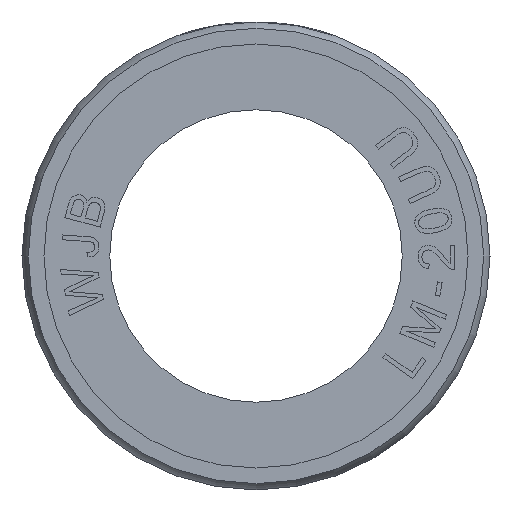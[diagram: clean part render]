
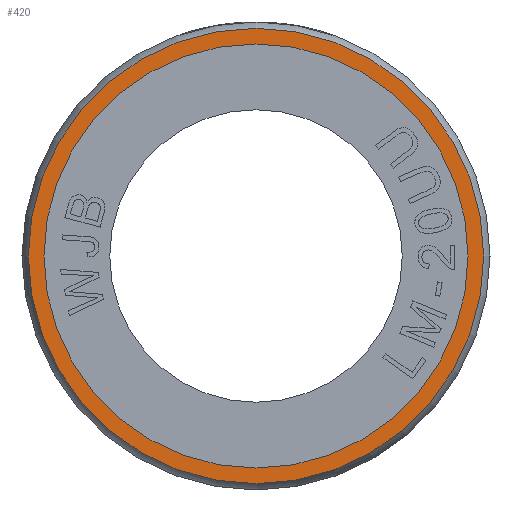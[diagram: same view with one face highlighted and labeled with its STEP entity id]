
A CAD part, left-side view. The second image highlights one B-rep face of the part: STEP entity #420.
In plain terms, the highlighted planar face has unit normal (-1, 0, 0).
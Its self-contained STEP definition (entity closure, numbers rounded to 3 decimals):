
#420=ADVANCED_FACE('',(#1745,#1746),#690,.T.);
#690=PLANE('',#4983);
#877=CIRCLE('',#4980,15.57);
#878=CIRCLE('',#4982,14.5);
#1745=FACE_BOUND('',#1826,.T.);
#1746=FACE_BOUND('',#1827,.T.);
#1826=EDGE_LOOP('',(#2324));
#1827=EDGE_LOOP('',(#2325));
#2324=ORIENTED_EDGE('',*,*,#4120,.T.);
#2325=ORIENTED_EDGE('',*,*,#4121,.F.);
#3664=VERTEX_POINT('',#7446);
#3665=VERTEX_POINT('',#7449);
#4120=EDGE_CURVE('',#3664,#3664,#877,.T.);
#4121=EDGE_CURVE('',#3665,#3665,#878,.T.);
#4980=AXIS2_PLACEMENT_3D('',#7445,#5382,#5383);
#4982=AXIS2_PLACEMENT_3D('',#7448,#5386,#5387);
#4983=AXIS2_PLACEMENT_3D('',#7450,#5388,#5389);
#5382=DIRECTION('',(-1.,0.,0.));
#5383=DIRECTION('',(0.,0.,1.));
#5386=DIRECTION('',(-1.,0.,0.));
#5387=DIRECTION('',(0.,0.,1.));
#5388=DIRECTION('',(-1.,0.,0.));
#5389=DIRECTION('',(0.,0.,1.));
#7445=CARTESIAN_POINT('',(0.,0.,0.));
#7446=CARTESIAN_POINT('',(0.,0.,15.57));
#7448=CARTESIAN_POINT('',(0.,0.,0.));
#7449=CARTESIAN_POINT('',(0.,0.,14.5));
#7450=CARTESIAN_POINT('',(0.,0.,15.035));
